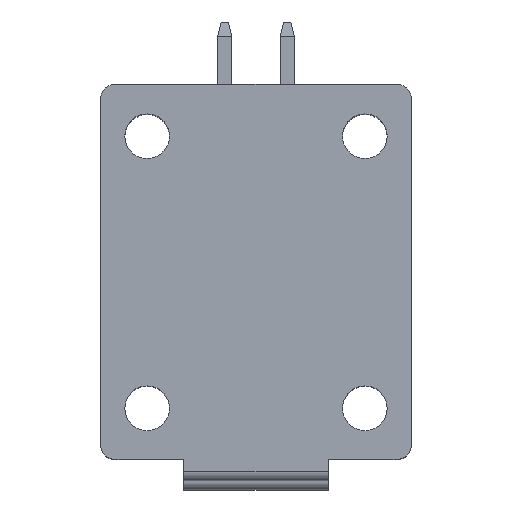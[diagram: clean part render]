
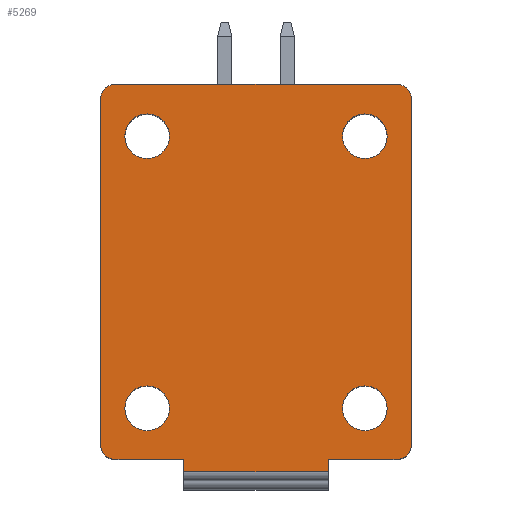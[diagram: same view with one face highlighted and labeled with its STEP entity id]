
A CAD part, top view. The second image highlights one B-rep face of the part: STEP entity #5269.
In plain terms, the highlighted planar face has unit normal (0, 0, 1).
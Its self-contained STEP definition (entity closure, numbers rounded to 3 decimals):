
#136=CARTESIAN_POINT('',(-10.3,-6.74,9.2));
#137=DIRECTION('',(0.,0.,-1.));
#138=DIRECTION('',(-1.,0.,0.));
#139=AXIS2_PLACEMENT_3D('',#136,#137,#138);
#141=CARTESIAN_POINT('',(-10.3,-6.74,9.2));
#142=DIRECTION('',(0.,0.,-1.));
#143=DIRECTION('',(1.,0.,0.));
#144=AXIS2_PLACEMENT_3D('',#141,#142,#143);
#146=CARTESIAN_POINT('',(-10.3,8.5,9.2));
#147=DIRECTION('',(0.,0.,-1.));
#148=DIRECTION('',(-1.,0.,0.));
#149=AXIS2_PLACEMENT_3D('',#146,#147,#148);
#151=CARTESIAN_POINT('',(-10.3,8.5,9.2));
#152=DIRECTION('',(0.,0.,-1.));
#153=DIRECTION('',(1.,0.,0.));
#154=AXIS2_PLACEMENT_3D('',#151,#152,#153);
#156=CARTESIAN_POINT('',(1.9,-6.74,9.2));
#157=DIRECTION('',(0.,0.,1.));
#158=DIRECTION('',(1.,0.,0.));
#159=AXIS2_PLACEMENT_3D('',#156,#157,#158);
#161=CARTESIAN_POINT('',(1.9,-6.74,9.2));
#162=DIRECTION('',(0.,0.,1.));
#163=DIRECTION('',(-1.,0.,0.));
#164=AXIS2_PLACEMENT_3D('',#161,#162,#163);
#166=CARTESIAN_POINT('',(1.9,8.5,9.2));
#167=DIRECTION('',(0.,0.,1.));
#168=DIRECTION('',(1.,0.,0.));
#169=AXIS2_PLACEMENT_3D('',#166,#167,#168);
#171=CARTESIAN_POINT('',(1.9,8.5,9.2));
#172=DIRECTION('',(0.,0.,1.));
#173=DIRECTION('',(-1.,0.,0.));
#174=AXIS2_PLACEMENT_3D('',#171,#172,#173);
#176=DIRECTION('',(0.,-1.,0.));
#177=VECTOR('',#176,0.7);
#178=CARTESIAN_POINT('',(-8.25,-9.6,9.2));
#179=LINE('',#178,#177);
#180=DIRECTION('',(1.,0.,0.));
#181=VECTOR('',#180,3.85);
#182=CARTESIAN_POINT('',(-12.1,-9.6,9.2));
#183=LINE('',#182,#181);
#184=CARTESIAN_POINT('',(-12.1,-8.8,9.2));
#185=DIRECTION('',(0.,0.,1.));
#186=DIRECTION('',(-1.,0.,0.));
#187=AXIS2_PLACEMENT_3D('',#184,#185,#186);
#189=CARTESIAN_POINT('',(-12.1,10.6,9.2));
#190=DIRECTION('',(0.,0.,1.));
#191=DIRECTION('',(0.,1.,0.));
#192=AXIS2_PLACEMENT_3D('',#189,#190,#191);
#194=CARTESIAN_POINT('',(3.7,10.6,9.2));
#195=DIRECTION('',(0.,0.,-1.));
#196=DIRECTION('',(0.,1.,0.));
#197=AXIS2_PLACEMENT_3D('',#194,#195,#196);
#199=CARTESIAN_POINT('',(3.7,-8.8,9.2));
#200=DIRECTION('',(0.,0.,-1.));
#201=DIRECTION('',(1.,0.,0.));
#202=AXIS2_PLACEMENT_3D('',#199,#200,#201);
#204=DIRECTION('',(-1.,0.,0.));
#205=VECTOR('',#204,3.85);
#206=CARTESIAN_POINT('',(3.7,-9.6,9.2));
#207=LINE('',#206,#205);
#208=DIRECTION('',(0.,-1.,0.));
#209=VECTOR('',#208,0.7);
#210=CARTESIAN_POINT('',(-0.15,-9.6,9.2));
#211=LINE('',#210,#209);
#1856=DIRECTION('',(0.,-1.,0.));
#1857=VECTOR('',#1856,19.4);
#1858=CARTESIAN_POINT('',(-12.9,10.6,9.2));
#1859=LINE('',#1858,#1857);
#1928=DIRECTION('',(-1.,0.,0.));
#1929=VECTOR('',#1928,15.8);
#1930=CARTESIAN_POINT('',(3.7,11.4,9.2));
#1931=LINE('',#1930,#1929);
#2196=DIRECTION('',(0.,1.,0.));
#2197=VECTOR('',#2196,19.4);
#2198=CARTESIAN_POINT('',(4.5,-8.8,9.2));
#2199=LINE('',#2198,#2197);
#2271=DIRECTION('',(-1.,0.,0.));
#2272=VECTOR('',#2271,8.1);
#2273=CARTESIAN_POINT('',(-0.15,-10.3,9.2));
#2274=LINE('',#2273,#2272);
#4852=CARTESIAN_POINT('',(-0.15,-10.3,9.2));
#4854=VERTEX_POINT('',#4852);
#4862=CARTESIAN_POINT('',(-8.25,-10.3,9.2));
#4864=VERTEX_POINT('',#4862);
#4976=CARTESIAN_POINT('',(3.15,8.5,9.2));
#4977=CARTESIAN_POINT('',(0.65,8.5,9.2));
#4978=VERTEX_POINT('',#4976);
#4979=VERTEX_POINT('',#4977);
#4980=CARTESIAN_POINT('',(3.15,-6.74,9.2));
#4981=CARTESIAN_POINT('',(0.65,-6.74,9.2));
#4982=VERTEX_POINT('',#4980);
#4983=VERTEX_POINT('',#4981);
#4984=CARTESIAN_POINT('',(3.7,11.4,9.2));
#4985=CARTESIAN_POINT('',(4.5,10.6,9.2));
#4986=VERTEX_POINT('',#4984);
#4987=VERTEX_POINT('',#4985);
#4988=CARTESIAN_POINT('',(4.5,-8.8,9.2));
#4989=CARTESIAN_POINT('',(3.7,-9.6,9.2));
#4990=VERTEX_POINT('',#4988);
#4991=VERTEX_POINT('',#4989);
#4992=CARTESIAN_POINT('',(-0.15,-9.6,9.2));
#4993=VERTEX_POINT('',#4992);
#5026=CARTESIAN_POINT('',(-11.55,8.5,9.2));
#5027=CARTESIAN_POINT('',(-9.05,8.5,9.2));
#5028=VERTEX_POINT('',#5026);
#5029=VERTEX_POINT('',#5027);
#5030=CARTESIAN_POINT('',(-11.55,-6.74,9.2));
#5031=CARTESIAN_POINT('',(-9.05,-6.74,9.2));
#5032=VERTEX_POINT('',#5030);
#5033=VERTEX_POINT('',#5031);
#5034=CARTESIAN_POINT('',(-12.1,11.4,9.2));
#5035=CARTESIAN_POINT('',(-12.9,10.6,9.2));
#5036=VERTEX_POINT('',#5034);
#5037=VERTEX_POINT('',#5035);
#5038=CARTESIAN_POINT('',(-12.9,-8.8,9.2));
#5039=CARTESIAN_POINT('',(-12.1,-9.6,9.2));
#5040=VERTEX_POINT('',#5038);
#5041=VERTEX_POINT('',#5039);
#5042=CARTESIAN_POINT('',(-8.25,-9.6,9.2));
#5043=VERTEX_POINT('',#5042);
#5216=CARTESIAN_POINT('',(0.,11.4,9.2));
#5217=DIRECTION('',(0.,0.,1.));
#5218=DIRECTION('',(0.,-1.,0.));
#5219=AXIS2_PLACEMENT_3D('',#5216,#5217,#5218);
#5220=PLANE('',#5219);
#5222=ORIENTED_EDGE('',*,*,#5221,.F.);
#5224=ORIENTED_EDGE('',*,*,#5223,.F.);
#5226=ORIENTED_EDGE('',*,*,#5225,.F.);
#5228=ORIENTED_EDGE('',*,*,#5227,.F.);
#5230=ORIENTED_EDGE('',*,*,#5229,.F.);
#5232=ORIENTED_EDGE('',*,*,#5231,.F.);
#5234=ORIENTED_EDGE('',*,*,#5233,.T.);
#5236=ORIENTED_EDGE('',*,*,#5235,.F.);
#5238=ORIENTED_EDGE('',*,*,#5237,.T.);
#5240=ORIENTED_EDGE('',*,*,#5239,.T.);
#5242=ORIENTED_EDGE('',*,*,#5241,.T.);
#5244=ORIENTED_EDGE('',*,*,#5243,.T.);
#5245=EDGE_LOOP('',(#5222,#5224,#5226,#5228,#5230,#5232,#5234,#5236,#5238,#5240,
#5242,#5244));
#5246=FACE_OUTER_BOUND('',#5245,.F.);
#5247=ORIENTED_EDGE('',*,*,#5196,.F.);
#5248=ORIENTED_EDGE('',*,*,#5210,.F.);
#5249=EDGE_LOOP('',(#5247,#5248));
#5250=FACE_BOUND('',#5249,.F.);
#5252=ORIENTED_EDGE('',*,*,#5251,.T.);
#5254=ORIENTED_EDGE('',*,*,#5253,.T.);
#5255=EDGE_LOOP('',(#5252,#5254));
#5256=FACE_BOUND('',#5255,.F.);
#5258=ORIENTED_EDGE('',*,*,#5257,.T.);
#5260=ORIENTED_EDGE('',*,*,#5259,.T.);
#5261=EDGE_LOOP('',(#5258,#5260));
#5262=FACE_BOUND('',#5261,.F.);
#5264=ORIENTED_EDGE('',*,*,#5263,.F.);
#5266=ORIENTED_EDGE('',*,*,#5265,.F.);
#5267=EDGE_LOOP('',(#5264,#5266));
#5268=FACE_BOUND('',#5267,.F.);
#5269=ADVANCED_FACE('',(#5246,#5250,#5256,#5262,#5268),#5220,.T.);
#140=CIRCLE('',#139,1.25);
#145=CIRCLE('',#144,1.25);
#150=CIRCLE('',#149,1.25);
#155=CIRCLE('',#154,1.25);
#160=CIRCLE('',#159,1.25);
#165=CIRCLE('',#164,1.25);
#170=CIRCLE('',#169,1.25);
#175=CIRCLE('',#174,1.25);
#188=CIRCLE('',#187,0.8);
#193=CIRCLE('',#192,0.8);
#198=CIRCLE('',#197,0.8);
#203=CIRCLE('',#202,0.8);
#5196=EDGE_CURVE('',#5028,#5029,#150,.T.);
#5210=EDGE_CURVE('',#5029,#5028,#155,.T.);
#5221=EDGE_CURVE('',#5043,#4864,#179,.T.);
#5223=EDGE_CURVE('',#5041,#5043,#183,.T.);
#5225=EDGE_CURVE('',#5040,#5041,#188,.T.);
#5227=EDGE_CURVE('',#5037,#5040,#1859,.T.);
#5229=EDGE_CURVE('',#5036,#5037,#193,.T.);
#5231=EDGE_CURVE('',#4986,#5036,#1931,.T.);
#5233=EDGE_CURVE('',#4986,#4987,#198,.T.);
#5235=EDGE_CURVE('',#4990,#4987,#2199,.T.);
#5237=EDGE_CURVE('',#4990,#4991,#203,.T.);
#5239=EDGE_CURVE('',#4991,#4993,#207,.T.);
#5241=EDGE_CURVE('',#4993,#4854,#211,.T.);
#5243=EDGE_CURVE('',#4854,#4864,#2274,.T.);
#5251=EDGE_CURVE('',#4982,#4983,#160,.T.);
#5253=EDGE_CURVE('',#4983,#4982,#165,.T.);
#5257=EDGE_CURVE('',#4978,#4979,#170,.T.);
#5259=EDGE_CURVE('',#4979,#4978,#175,.T.);
#5263=EDGE_CURVE('',#5032,#5033,#140,.T.);
#5265=EDGE_CURVE('',#5033,#5032,#145,.T.);
